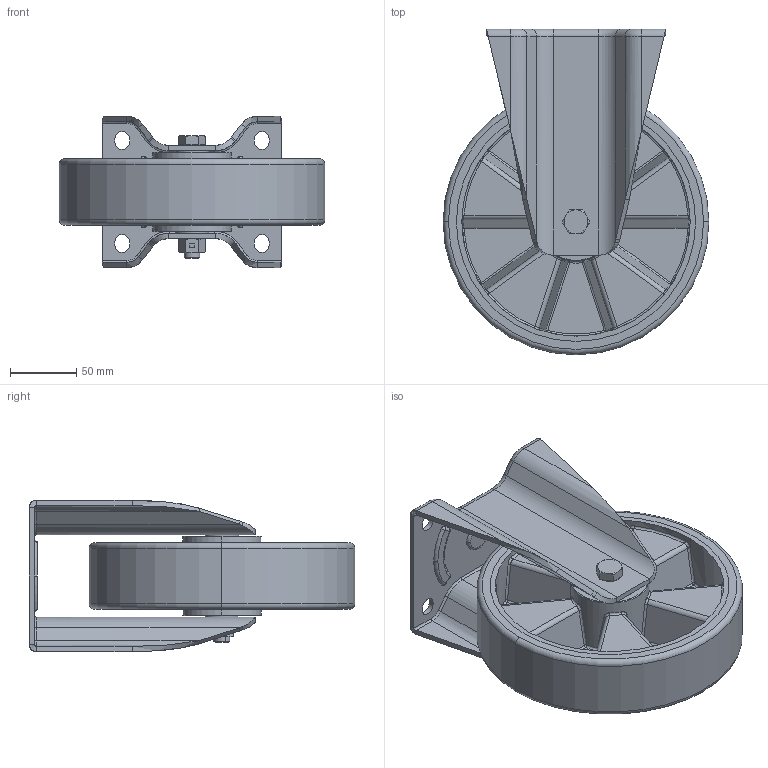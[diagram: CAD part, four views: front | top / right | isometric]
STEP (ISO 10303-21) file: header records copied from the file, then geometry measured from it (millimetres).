
FILE_DESCRIPTION (( 'STEP AP214' ), '1' );
FILE_NAME ('0020248BL_B-IM-PUZA-200-K_(A-01).step', '2019-03-12T15:42:12', ( '' ), ( '' ), 'SwSTEP 2.0', 'SolidWorks 2018', '' );
FILE_SCHEMA (( 'AUTOMOTIVE_DESIGN' ));
Length unit declared in the file: millimetre
Products named in the file (1): 0020248BL_B-IM-PUZA-200-K_(A-01)
Bounding box: 200 x 245 x 114 mm (x, y, z)
Volume: 811725.2 mm3; surface area: 328132.6 mm2
Topology: 7 solids, 7 shells, 592 faces, 1321 edges, 755 vertices
Faces by surface type: plane 148, cylinder 146, bspline 96, torus 76, sphere 70, cone 56
Entity records: 27048 total; most frequent: CARTESIAN_POINT 7915, DIRECTION 2702, ORIENTED_EDGE 2626, EDGE_CURVE 1313, AXIS2_PLACEMENT_3D 1152, VERTEX_POINT 751, CIRCLE 655, EDGE_LOOP 630
